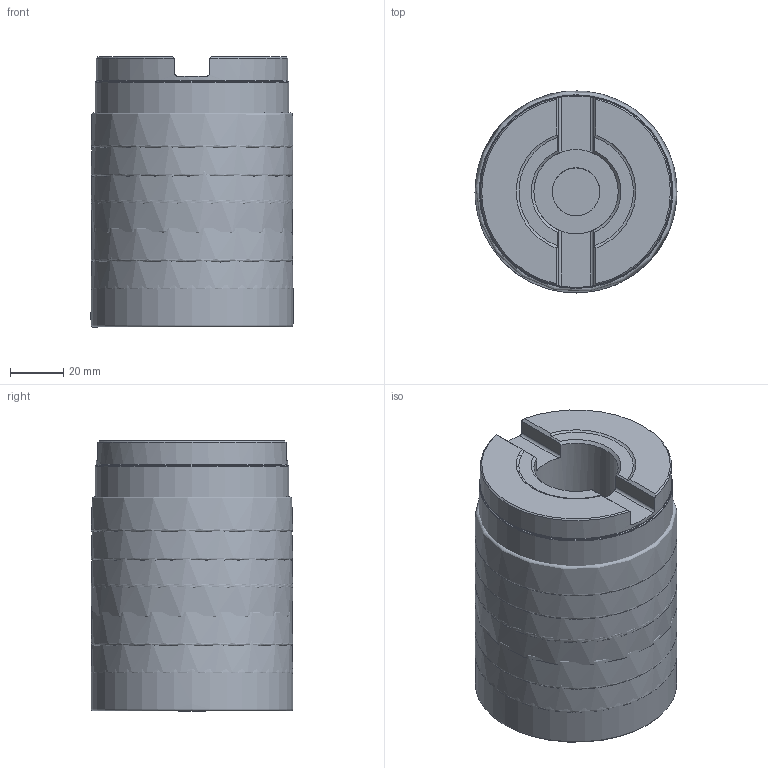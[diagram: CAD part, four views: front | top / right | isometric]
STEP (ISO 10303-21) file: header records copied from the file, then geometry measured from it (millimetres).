
FILE_DESCRIPTION(/* description */ (''),/* implementation_level */ '2;1');
FILE_NAME(/* name */ 'R220.82-03.00-3.11-SNXO16.5SA_Basic.stp',/* time_stamp */ '2023-08-25T15:17:54+06:00',/* author */ (''),/* organization */ (''),/* preprocessor_version */ 'ST-DEVELOPER v16.7',/* originating_system */ 'SIEMENS PLM Software NX 12.0',/* authorisation */ '');
FILE_SCHEMA (('AUTOMOTIVE_DESIGN { 1 0 10303 214 3 1 1 1 }'));
Length unit declared in the file: millimetre
Products named in the file (5): CUT2; CUT1; NOCUT; ASSEMBLY_CONSTRUCTION; R220.82-03.00-3.11-SNXO16.5SA
Assembly tree (9 placements, depth 2):
  R220.82-03.00-3.11-SNXO16.5SA
    ASSEMBLY_CONSTRUCTION
    NOCUT
    CUT1
    CUT2  x6
Bounding box: 75.99 x 75.97 x 101.6 mm (x, y, z)
Surface area: 111245.5 mm2
Topology: 8 solids, 8 shells, 69 faces, 178 edges, 168 vertices
Faces by surface type: plane 20, cylinder 16, cone 13, torus 12, revolution 8
Full cylindrical faces by diameter (mm): 18 x3, 23 x1, 24.986 x1, 25.006 x1, 26 x1, 31.75 x1, 50.45 x1, 72 x1, 72.9 x2
Entity records: 2980 total; most frequent: CARTESIAN_POINT 952, DIRECTION 378, ORIENTED_EDGE 220, AXIS2_PLACEMENT_3D 171, EDGE_CURVE 110, EDGE_LOOP 102, STYLED_ITEM 95, PRESENTATION_STYLE_ASSIGNMENT 95
